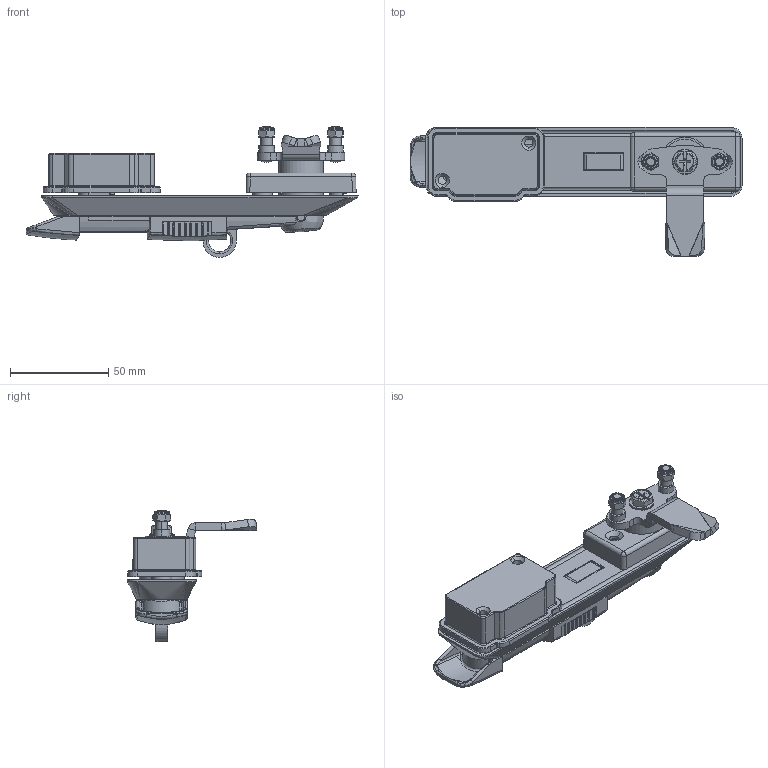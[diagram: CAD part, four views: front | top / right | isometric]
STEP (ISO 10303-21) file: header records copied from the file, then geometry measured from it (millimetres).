
FILE_DESCRIPTION (( 'STEP AP203' ), '1' );
FILE_NAME ('KI63.2.05.1214.STEP', '2022-06-10T08:43:00', ( '' ), ( '' ), 'SwSTEP 2.0', 'SolidWorks 2021', '' );
FILE_SCHEMA (( 'CONFIG_CONTROL_DESIGN' ));
Length unit declared in the file: millimetre
Products named in the file (1): KI63.2.05.1214
Bounding box: 169 x 65.78 x 66.7 mm (x, y, z)
Surface area: 44174.8 mm2 (no closed solid volume)
Topology: 0 solids, 30 shells, 668 faces, 2088 edges, 1434 vertices
Faces by surface type: plane 273, cylinder 192, bspline 136, cone 31, torus 28, sphere 8
Entity records: 38262 total; most frequent: CARTESIAN_POINT 21400, ORIENTED_EDGE 3595, DIRECTION 2983, EDGE_CURVE 2084, VERTEX_POINT 1434, AXIS2_PLACEMENT_3D 1039, VECTOR 905, LINE 905
